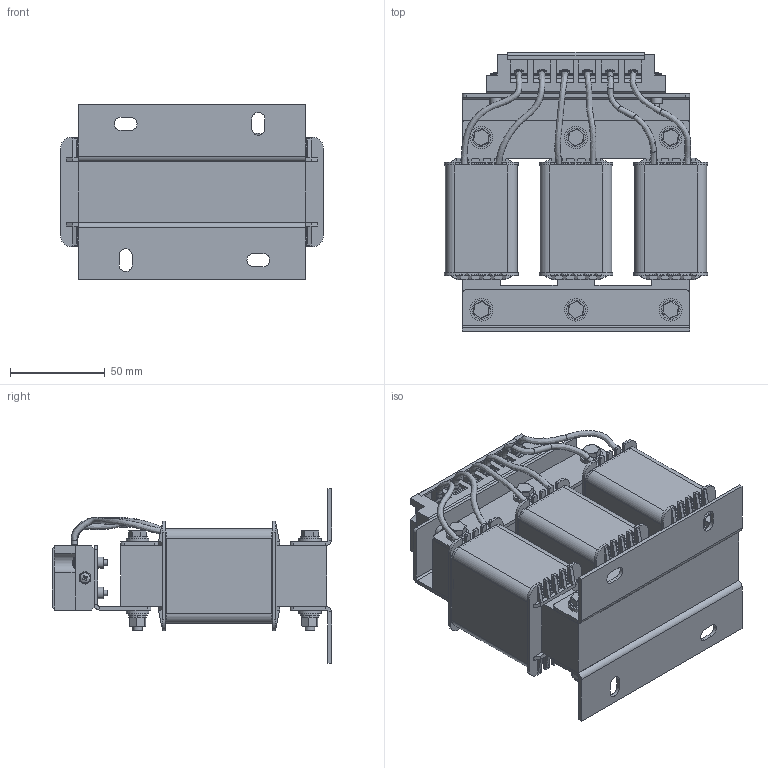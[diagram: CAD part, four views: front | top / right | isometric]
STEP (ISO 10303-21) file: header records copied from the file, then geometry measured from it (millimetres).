
FILE_DESCRIPTION (( 'STEP AP214' ), '1' );
FILE_NAME ('3D ������ �C�-016-�.STEP', '2021-10-27T10:52:33', ( '' ), ( '' ), 'SwSTEP 2.0', 'SolidWorks 2015', '' );
FILE_SCHEMA (( 'AUTOMOTIVE_DESIGN' ));
Length unit declared in the file: millimetre
Products named in the file (29): ��⠫�3^3D ������ �C�-016-�_00; ����⨭� � ��ન஢���_00; ƒ ©ª  Œ3 DIN 934_?ÿcòÿ ?3 DIN 934; ƒ ©ª  Œ5 DIN 934_?ÿcòÿ ?5 DIN 934; 3D ������ �C�-016-�; 彨犪猕瓲_00; ��⠫�5^3D ������ �C�-016-�_00; ˜ ©¡  5 DIN 125_?ÿcöÿ 5 DIN 125; ��⠫�2^3D ������ �C�-016-�_00; ˜ ©¡  ¯« áâ¨ª®¢ ï_00; ­ ª®­¥ç­¨ª ¤«ï ¢ë¢®¤®¢_00; ˜ ©¡  ¯àã¦¨­­ ï 5 DIN 127_?ÿcöÿ ô £³ð--ÿ¯ 5 DIN 127; 癌ｮｭ鞣･ｩｭ 罐ｫｮ｢ｮｩ_00; 埀镡_00; ‚¨­â Œ5å50_00; ‚¨­â Œ3å16 DIN 7985_; Šà®­èâ¥©­ ¤«ï ª«¥¬¬ë_00; ��⠫�7^3D ������ �C�-016-�_00; 姭ガ瑺 瓲颻00; 刈粤隱 ｢ 癸ｮ爭_00; ‚¨­â Œ3å10 DIN 7985_; ��⠫�4^3D ������ �C�-016-�_00; ��⠫�6^3D ������ �C�-016-�_00; 娻腓獱 ガ_00; 姞忏瑾燺00; 庒 ガ_00; ‚¨­â Œ2,5å5 DIN 7985_; 将ｮ鬆､ｪ ｯｮ､ ｢ｨｭ秬00; 則爨･遲ｨｪ_00
Assembly tree (97 placements, depth 3):
  3D ������ �C�-016-�
    則爨･遲ｨｪ_00
    刈粤隱 ｢ 癸ｮ爭_00  x3
      姞忏瑾燺00
      埀镡_00
    癌ｮｭ鞣･ｩｭ 罐ｫｮ｢ｮｩ_00  x2
    彨犪猕瓲_00
    Šà®­èâ¥©­ ¤«ï ª«¥¬¬ë_00
    ˜ ©¡  ¯« áâ¨ª®¢ ï_00  x12
    ˜ ©¡  5 DIN 125_?ÿcöÿ 5 DIN 125  x12
    ˜ ©¡  ¯àã¦¨­­ ï 5 DIN 127_?ÿcöÿ ô £³ð--ÿ¯ 5 DIN 127  x6
    ƒ ©ª  Œ5 DIN 934_?ÿcòÿ ?5 DIN 934  x6
    ‚¨­â Œ5å50_00  x6
    姭ガ瑺 瓲颻00
      庒 ガ_00
      ƒ ©ª  Œ3 DIN 934_?ÿcòÿ ?3 DIN 934
      ‚¨­â Œ3å10 DIN 7985_
      娻腓獱 ガ_00
      ����⨭� � ��ન஢���_00
      将ｮ鬆､ｪ ｯｮ､ ｢ｨｭ秬00  x12
      ‚¨­â Œ2,5å5 DIN 7985_  x12
    ‚¨­â Œ3å16 DIN 7985_  x2
    ­ ª®­¥ç­¨ª ¤«ï ¢ë¢®¤®¢_00  x6
    ��⠫�3^3D ������ �C�-016-�_00
    ��⠫�4^3D ������ �C�-016-�_00
    ��⠫�2^3D ������ �C�-016-�_00
    ��⠫�5^3D ������ �C�-016-�_00
    ��⠫�6^3D ������ �C�-016-�_00
    ��⠫�7^3D ������ �C�-016-�_00
Bounding box: 139 x 147.55 x 92 mm (x, y, z)
Volume: 613771.6 mm3; surface area: 239550.7 mm2
Topology: 147 solids, 147 shells, 3283 faces, 7934 edges, 4910 vertices
Faces by surface type: plane 1847, cylinder 904, cone 233, torus 187, bspline 97, sphere 15
Full cylindrical faces by diameter (mm): 1 x240, 2 x12, 2.5 x13, 3 x11, 3.5 x5, 4.2 x6, 5 x24, 5.3 x12, 5.5 x30, 5.6 x3, 6 x4, 10 x12, 12 x12
Entity records: 40183 total; most frequent: CARTESIAN_POINT 11829, ORIENTED_EDGE 4690, DIRECTION 4538, EDGE_CURVE 2345, VERTEX_POINT 1593, VECTOR 1544, LINE 1544, AXIS2_PLACEMENT_3D 1497
